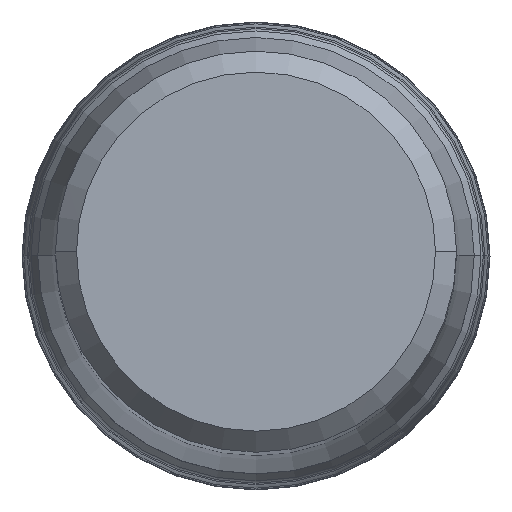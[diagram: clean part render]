
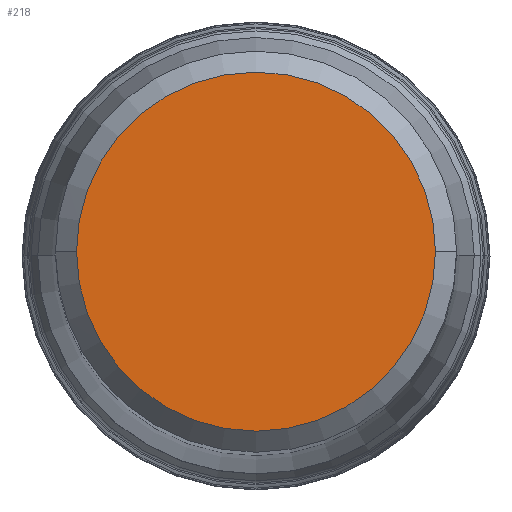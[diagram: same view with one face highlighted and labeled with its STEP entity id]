
A CAD part, top view. The second image highlights one B-rep face of the part: STEP entity #218.
In plain terms, the highlighted planar face has unit normal (0, 0, 1).
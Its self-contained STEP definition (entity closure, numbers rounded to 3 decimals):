
#50=PLANE('',#1782);
#218=ADVANCED_FACE('',(#336),#50,.F.);
#336=FACE_OUTER_BOUND('',#430,.T.);
#430=EDGE_LOOP('',(#804,#805));
#804=ORIENTED_EDGE('',*,*,#1117,.F.);
#805=ORIENTED_EDGE('',*,*,#1118,.F.);
#926=VERTEX_POINT('',#3469);
#927=VERTEX_POINT('',#3474);
#1117=EDGE_CURVE('',#927,#926,#1331,.T.);
#1118=EDGE_CURVE('',#926,#927,#1332,.T.);
#1331=CIRCLE('',#1779,8.525);
#1332=CIRCLE('',#1781,8.525);
#1779=AXIS2_PLACEMENT_3D('',#3475,#2245,#2246);
#1781=AXIS2_PLACEMENT_3D('',#3477,#2249,#2250);
#1782=AXIS2_PLACEMENT_3D('',#3478,#2251,#2252);
#2245=DIRECTION('',(0.,0.,-1.));
#2246=DIRECTION('',(-1.,-0.001,0.));
#2249=DIRECTION('',(0.,0.,-1.));
#2250=DIRECTION('',(1.,0.001,0.));
#2251=DIRECTION('',(0.,0.,-1.));
#2252=DIRECTION('',(-1.,-0.001,0.));
#3469=CARTESIAN_POINT('',(8.525,0.005,0.));
#3474=CARTESIAN_POINT('',(-8.525,-0.005,0.));
#3475=CARTESIAN_POINT('',(0.,0.,0.));
#3477=CARTESIAN_POINT('',(0.,0.,0.));
#3478=CARTESIAN_POINT('',(0.,0.,0.));
